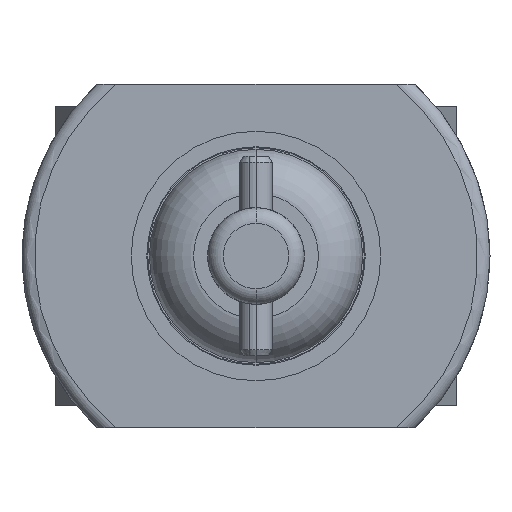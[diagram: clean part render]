
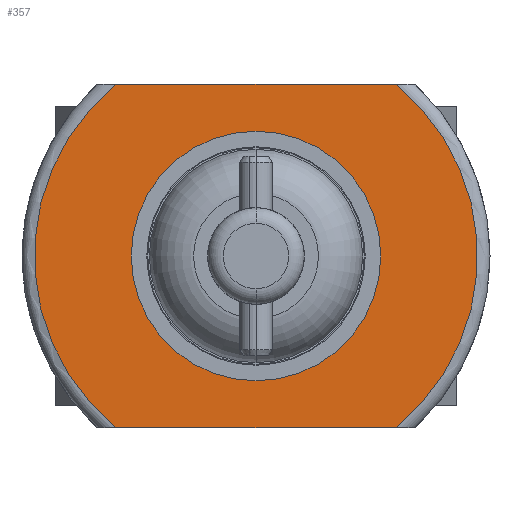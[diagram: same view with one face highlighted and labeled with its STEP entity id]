
A CAD part, front view. The second image highlights one B-rep face of the part: STEP entity #357.
In plain terms, the highlighted planar face has unit normal (0, -1, 0).
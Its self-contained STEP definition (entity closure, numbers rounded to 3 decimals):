
#201 = FACE_BOUND ( 'NONE', #672, .T. ) ;
#272 = ORIENTED_EDGE ( 'NONE', *, *, #525, .F. ) ;
#357 = ADVANCED_FACE ( 'Defeature ausgef�hrt1_32', ( #201, #7316 ), #8818, .F. ) ;
#525 = EDGE_CURVE ( 'Defeature ausgef�hrt1_44+Defeature ausgef�hrt1_32+Defeature ausgef�hrt1_33+Defeature ausgef�hrt1_34', #9777, #7737, #2240, .T. ) ;
#672 = EDGE_LOOP ( 'NONE', ( #6387, #1475 ) ) ;
#691 = DIRECTION ( 'NONE',  ( 0., 0., 1. ) ) ;
#794 = AXIS2_PLACEMENT_3D ( 'NONE', #3544, #5298, #7061 ) ;
#1002 = CARTESIAN_POINT ( 'NONE',  ( 3.75, 5.5, 0. ) ) ;
#1087 = CARTESIAN_POINT ( 'NONE',  ( 3.75, 5.5, 2.75 ) ) ;
#1195 = ORIENTED_EDGE ( 'NONE', *, *, #5623, .T. ) ;
#1475 = ORIENTED_EDGE ( 'NONE', *, *, #10399, .T. ) ;
#1729 = CARTESIAN_POINT ( 'NONE',  ( 0., 5.5, 0. ) ) ;
#1776 = AXIS2_PLACEMENT_3D ( 'NONE', #1729, #1845, #6155 ) ;
#1845 = DIRECTION ( 'NONE',  ( 0., -1., 0. ) ) ;
#2105 = AXIS2_PLACEMENT_3D ( 'NONE', #4231, #5070, #691 ) ;
#2205 = CARTESIAN_POINT ( 'NONE',  ( -2.245, 5.5, 2.75 ) ) ;
#2240 = LINE ( 'NONE', #1087, #9479 ) ;
#3061 = CIRCLE ( 'NONE', #6858, 1.25 ) ;
#3276 = CARTESIAN_POINT ( 'NONE',  ( 0., 5.5, 0. ) ) ;
#3353 = CARTESIAN_POINT ( 'NONE',  ( -2.245, 5.5, -2.75 ) ) ;
#3544 = CARTESIAN_POINT ( 'NONE',  ( 0., 5.5, 0. ) ) ;
#3581 = DIRECTION ( 'NONE',  ( 0., 1., 0. ) ) ;
#4147 = DIRECTION ( 'NONE',  ( 0., 1., 0. ) ) ;
#4161 = EDGE_CURVE ( 'Defeature ausgef�hrt1_32+Defeature ausgef�hrt1_33+Defeature ausgef�hrt1_44+Defeature ausgef�hrt1_43', #9777, #6238, #8824, .T. ) ;
#4231 = CARTESIAN_POINT ( 'NONE',  ( 0., 5.5, 0. ) ) ;
#4530 = CARTESIAN_POINT ( 'NONE',  ( 0., 5.5, 1.25 ) ) ;
#4856 = CARTESIAN_POINT ( 'NONE',  ( 2.245, 5.5, 2.75 ) ) ;
#5070 = DIRECTION ( 'NONE',  ( 0., 1., 0. ) ) ;
#5298 = DIRECTION ( 'NONE',  ( 0., -1., 0. ) ) ;
#5357 = LINE ( 'NONE', #8115, #6468 ) ;
#5623 = EDGE_CURVE ( 'Defeature ausgef�hrt1_32+Defeature ausgef�hrt1_34+Defeature ausgef�hrt1_43+Defeature ausgef�hrt1_44', #11030, #7737, #6419, .T. ) ;
#5856 = CARTESIAN_POINT ( 'NONE',  ( 0., 5.5, -1.25 ) ) ;
#6096 = AXIS2_PLACEMENT_3D ( 'NONE', #1002, #3581, #9614 ) ;
#6155 = DIRECTION ( 'NONE',  ( 0., 0., 1. ) ) ;
#6238 = VERTEX_POINT ( 'NONE', #3353 ) ;
#6387 = ORIENTED_EDGE ( 'NONE', *, *, #9390, .T. ) ;
#6417 = DIRECTION ( 'NONE',  ( 1., 0., 0. ) ) ;
#6419 = CIRCLE ( 'NONE', #1776, 3.55 ) ;
#6468 = VECTOR ( 'NONE', #7212, 1000. ) ;
#6605 = DIRECTION ( 'NONE',  ( 0., 0., 1. ) ) ;
#6671 = CARTESIAN_POINT ( 'NONE',  ( 2.245, 5.5, -2.75 ) ) ;
#6858 = AXIS2_PLACEMENT_3D ( 'NONE', #3276, #4147, #6605 ) ;
#7061 = DIRECTION ( 'NONE',  ( 0., 0., 1. ) ) ;
#7212 = DIRECTION ( 'NONE',  ( -1., 0., 0. ) ) ;
#7316 = FACE_OUTER_BOUND ( 'NONE', #8185, .T. ) ;
#7476 = ORIENTED_EDGE ( 'NONE', *, *, #10692, .F. ) ;
#7737 = VERTEX_POINT ( 'NONE', #4856 ) ;
#8115 = CARTESIAN_POINT ( 'NONE',  ( 3.75, 5.5, -2.75 ) ) ;
#8185 = EDGE_LOOP ( 'NONE', ( #272, #9499, #7476, #1195 ) ) ;
#8818 = PLANE ( 'NONE',  #6096 ) ;
#8824 = CIRCLE ( 'NONE', #794, 3.55 ) ;
#9390 = EDGE_CURVE ( 'Defeature ausgef�hrt1_32+Defeature ausgef�hrt1_28+Defeature ausgef�hrt1_28+Defeature ausgef�hrt1_28', #10727, #10994, #3061, .T. ) ;
#9479 = VECTOR ( 'NONE', #6417, 1000. ) ;
#9499 = ORIENTED_EDGE ( 'NONE', *, *, #4161, .T. ) ;
#9614 = DIRECTION ( 'NONE',  ( 0., 0., 1. ) ) ;
#9777 = VERTEX_POINT ( 'NONE', #2205 ) ;
#10399 = EDGE_CURVE ( 'Defeature ausgef�hrt1_32+Defeature ausgef�hrt1_28+Defeature ausgef�hrt1_28+Defeature ausgef�hrt1_28', #10994, #10727, #11220, .T. ) ;
#10692 = EDGE_CURVE ( 'Defeature ausgef�hrt1_43+Defeature ausgef�hrt1_32+Defeature ausgef�hrt1_34+Defeature ausgef�hrt1_33', #11030, #6238, #5357, .T. ) ;
#10727 = VERTEX_POINT ( 'NONE', #4530 ) ;
#10994 = VERTEX_POINT ( 'NONE', #5856 ) ;
#11030 = VERTEX_POINT ( 'NONE', #6671 ) ;
#11220 = CIRCLE ( 'NONE', #2105, 1.25 ) ;
